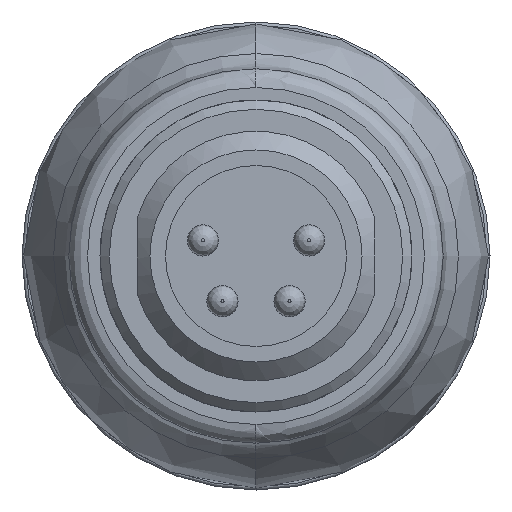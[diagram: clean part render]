
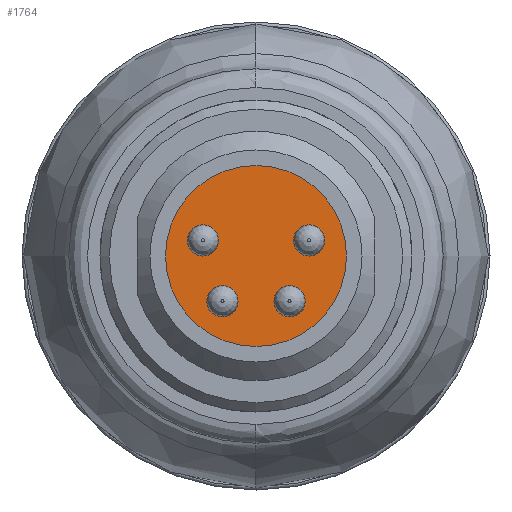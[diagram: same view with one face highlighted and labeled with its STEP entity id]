
A CAD part, left-side view. The second image highlights one B-rep face of the part: STEP entity #1764.
In plain terms, the highlighted planar face has unit normal (-1, 0, 0).
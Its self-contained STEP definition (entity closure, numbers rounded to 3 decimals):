
#177=CARTESIAN_POINT('',(-19.1,1.2,0.5));
#178=VERTEX_POINT('',#177);
#179=CARTESIAN_POINT('',(-19.1,0.7,0.5));
#180=DIRECTION('',(1.0,0.0,0.0));
#181=DIRECTION('',(0.0,-1.0,0.0));
#182=AXIS2_PLACEMENT_3D('',#179,#180,#181);
#183=CIRCLE('',#182,0.5);
#184=EDGE_CURVE('',#178,#178,#183,.T.);
#282=CARTESIAN_POINT('',(-19.1,0.575,-1.45));
#283=VERTEX_POINT('',#282);
#284=CARTESIAN_POINT('',(-19.1,0.075,-1.45));
#285=DIRECTION('',(1.0,0.0,0.0));
#286=DIRECTION('',(0.0,-1.0,0.0));
#287=AXIS2_PLACEMENT_3D('',#284,#285,#286);
#288=CIRCLE('',#287,0.5);
#289=EDGE_CURVE('',#283,#283,#288,.T.);
#387=CARTESIAN_POINT('',(-19.1,-1.575,-1.45));
#388=VERTEX_POINT('',#387);
#389=CARTESIAN_POINT('',(-19.1,-2.075,-1.45));
#390=DIRECTION('',(1.0,0.0,0.0));
#391=DIRECTION('',(0.0,-1.0,0.0));
#392=AXIS2_PLACEMENT_3D('',#389,#390,#391);
#393=CIRCLE('',#392,0.5);
#394=EDGE_CURVE('',#388,#388,#393,.T.);
#492=CARTESIAN_POINT('',(-19.1,-2.2,0.5));
#493=VERTEX_POINT('',#492);
#494=CARTESIAN_POINT('',(-19.1,-2.7,0.5));
#495=DIRECTION('',(1.0,0.0,0.0));
#496=DIRECTION('',(0.0,-1.0,0.0));
#497=AXIS2_PLACEMENT_3D('',#494,#495,#496);
#498=CIRCLE('',#497,0.5);
#499=EDGE_CURVE('',#493,#493,#498,.T.);
#1729=CARTESIAN_POINT('',(-19.1,-3.9,0.));
#1730=VERTEX_POINT('',#1729);
#1731=CARTESIAN_POINT('',(-19.1,-1.,0.));
#1732=DIRECTION('',(-1.0,0.0,0.0));
#1733=DIRECTION('',(0.0,-1.0,0.0));
#1734=AXIS2_PLACEMENT_3D('',#1731,#1732,#1733);
#1735=CIRCLE('',#1734,2.9);
#1736=EDGE_CURVE('',#1730,#1730,#1735,.T.);
#1744=CARTESIAN_POINT('',(-19.1,-2.45,0.));
#1745=DIRECTION('',(-1.0,0.0,0.0));
#1746=DIRECTION('',(0.0,0.0,1.0));
#1747=AXIS2_PLACEMENT_3D('',#1744,#1745,#1746);
#1748=PLANE('',#1747);
#1749=ORIENTED_EDGE('',*,*,#1736,.T.);
#1750=EDGE_LOOP('',(#1749));
#1751=FACE_OUTER_BOUND('',#1750,.T.);
#1752=ORIENTED_EDGE('',*,*,#394,.T.);
#1753=EDGE_LOOP('',(#1752));
#1754=FACE_BOUND('',#1753,.T.);
#1755=ORIENTED_EDGE('',*,*,#289,.T.);
#1756=EDGE_LOOP('',(#1755));
#1757=FACE_BOUND('',#1756,.T.);
#1758=ORIENTED_EDGE('',*,*,#184,.T.);
#1759=EDGE_LOOP('',(#1758));
#1760=FACE_BOUND('',#1759,.T.);
#1761=ORIENTED_EDGE('',*,*,#499,.T.);
#1762=EDGE_LOOP('',(#1761));
#1763=FACE_BOUND('',#1762,.T.);
#1764=ADVANCED_FACE('',(#1751,#1754,#1757,#1760,#1763),#1748,.T.);
